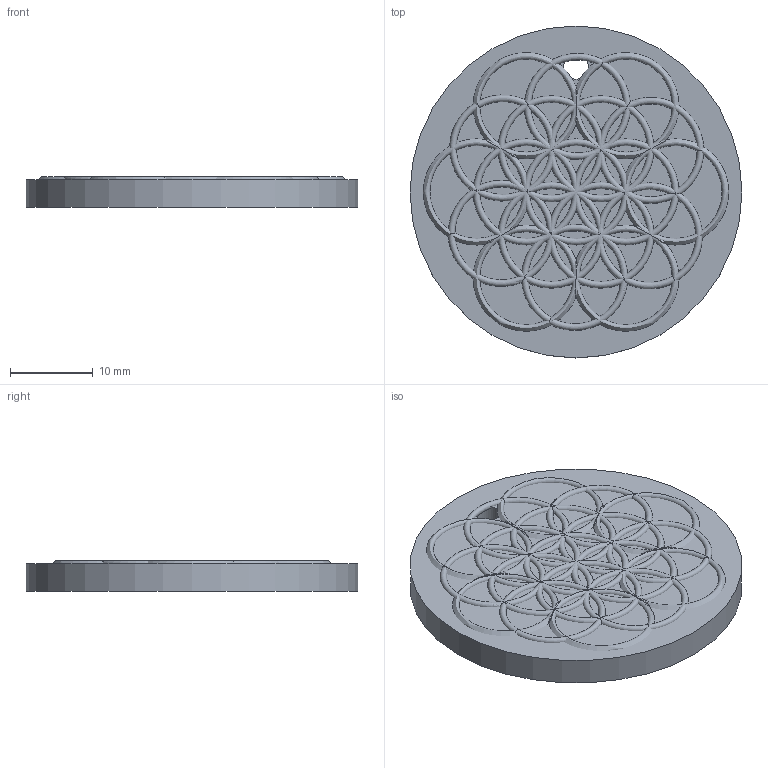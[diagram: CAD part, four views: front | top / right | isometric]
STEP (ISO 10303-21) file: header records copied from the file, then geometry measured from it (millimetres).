
FILE_DESCRIPTION(('FreeCAD Model'),'2;1');
FILE_NAME('flor-de-la-vida.step','2018-09-07T04:17:54',('Author'),(''), 'Open CASCADE STEP processor 7.3','FreeCAD','Unknown');
FILE_SCHEMA(('AUTOMOTIVE_DESIGN { 1 0 10303 214 1 1 1 1 }'));
Length unit declared in the file: millimetre
Products named in the file (5): Clone_of_casino-chip-key-chain; Toro_origen; Toros_nivel_2; Toros_nivel_3; Toros_nivel1
Bounding box: 40 x 40 x 3.7 mm (x, y, z)
Volume: 4487.2 mm3; surface area: 4761.6 mm2
Topology: 10 solids, 10 shells, 47 faces, 176 edges, 107 vertices
Faces by surface type: torus 43, cylinder 2, plane 2
Full cylindrical faces by diameter (mm): 3 x1, 40 x1
Entity records: 11825 total; most frequent: CARTESIAN_POINT 8984, DIRECTION 358, ORIENTED_EDGE 324, PCURVE 324, DEFINITIONAL_REPRESENTATION 324, B_SPLINE_CURVE_WITH_KNOTS 288, EDGE_CURVE 162, LINE 130
